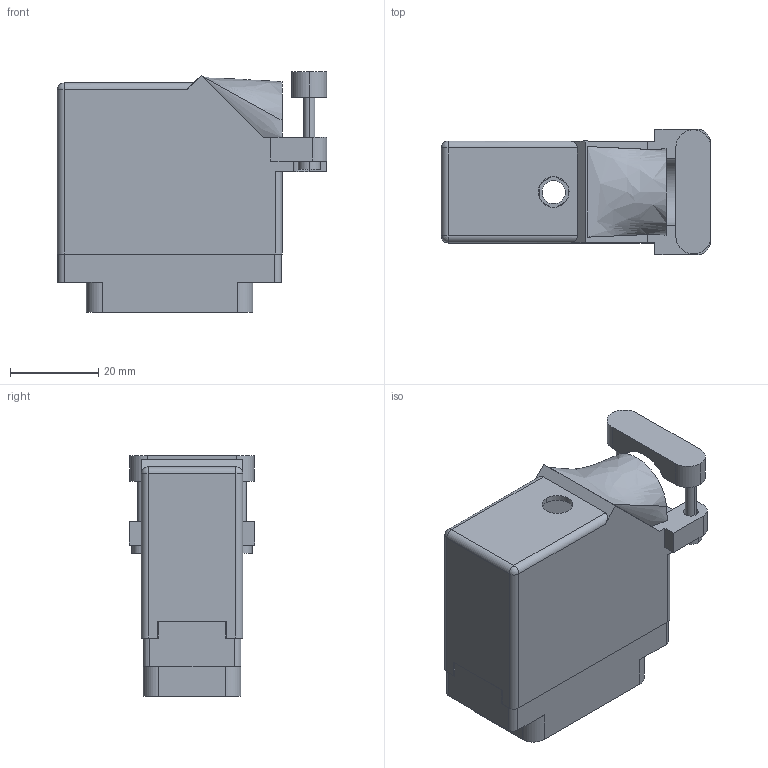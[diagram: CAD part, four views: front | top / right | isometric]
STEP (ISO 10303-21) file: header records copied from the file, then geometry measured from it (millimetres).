
FILE_DESCRIPTION (( 'STEP AP203' ), '1' );
FILE_NAME ('516-038-500-340.STEP', '2020-03-09T20:00:35', ( '' ), ( '' ), 'SwSTEP 2.0', 'SolidWorks 2016', '' );
FILE_SCHEMA (( 'CONFIG_CONTROL_DESIGN' ));
Length unit declared in the file: inch
Products named in the file (4): 516-038-500-340; 516-230-001_Plastic - 038 Side Entry - Large Clamp; 516 Plug Insulator_038; 516-292-001_500 Contact
Assembly tree (40 placements, depth 2):
  516-038-500-340
    516 Plug Insulator_038
    516-292-001_500 Contact  x38
    516-230-001_Plastic - 038 Side Entry - Large Clamp
Bounding box: 61.21 x 28.57 x 54.69 mm (x, y, z)
Volume: 21061.2 mm3; surface area: 32678 mm2
Topology: 40 solids, 40 shells, 3855 faces, 11178 edges, 7422 vertices
Faces by surface type: plane 2320, cylinder 1300, bspline 231, cone 2, sphere 2
Entity records: 36508 total; most frequent: CARTESIAN_POINT 6520, ORIENTED_EDGE 6072, DIRECTION 5897, EDGE_CURVE 3036, VECTOR 2253, LINE 2253, VERTEX_POINT 2020, AXIS2_PLACEMENT_3D 1822
